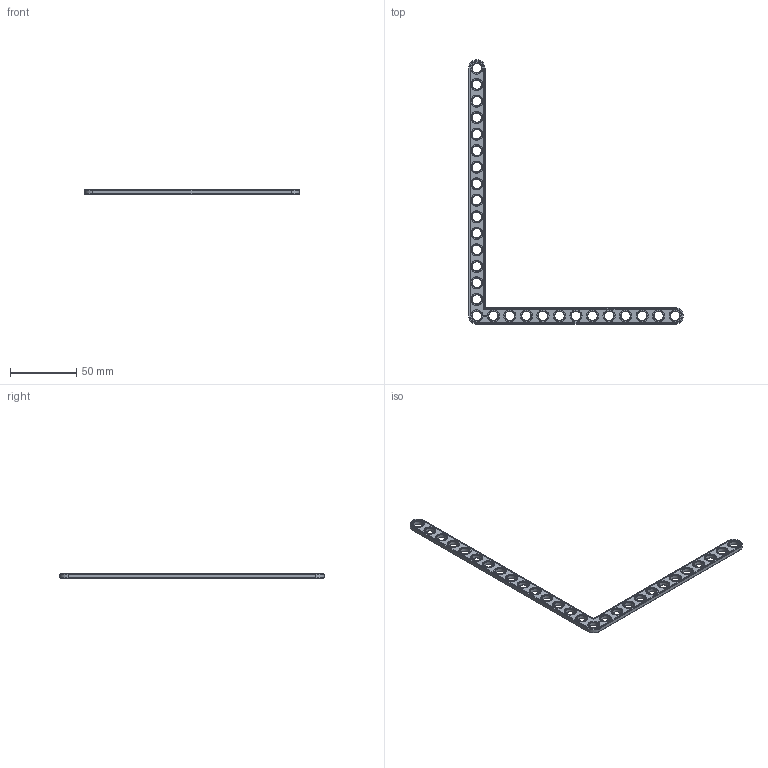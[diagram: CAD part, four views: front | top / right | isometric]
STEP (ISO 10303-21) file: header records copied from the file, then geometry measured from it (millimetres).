
FILE_DESCRIPTION(('FreeCAD Model'),'2;1');
FILE_NAME('Open CASCADE Shape Model','2022-02-09T22:42:06',( 'Paulo Kiefe'),('STEMFIE.org'),'Open CASCADE STEP processor 7.4', 'FreeCAD','Unknown');
FILE_SCHEMA(('AUTOMOTIVE_DESIGN { 1 0 10303 214 1 1 1 1 }'));
Length unit declared in the file: millimetre
Products named in the file (1): Brace_AGD_90_ASYM_ERR_BU13x16x01x00.25_-_SPN-BRC-1145_(stemfie.org)
Bounding box: 162.5 x 200 x 3.12 mm (x, y, z)
Volume: 9714 mm3; surface area: 10502.7 mm2
Topology: 1 solids, 1 shells, 651 faces, 1694 edges, 1106 vertices
Faces by surface type: plane 381, extrusion 146, cone 62, cylinder 62
Full cylindrical faces by diameter (mm): 7 x28, 9.2 x28
Entity records: 42992 total; most frequent: CARTESIAN_POINT 9682, DIRECTION 5640, VECTOR 4160, LINE 4014, ORIENTED_EDGE 3388, PCURVE 3388, DEFINITIONAL_REPRESENTATION 3388, EDGE_CURVE 1694
